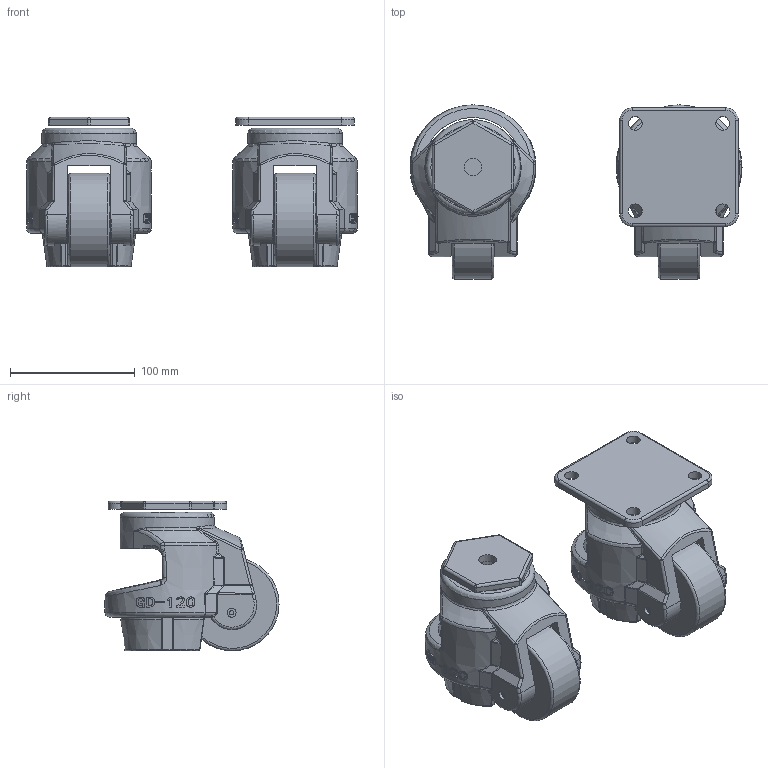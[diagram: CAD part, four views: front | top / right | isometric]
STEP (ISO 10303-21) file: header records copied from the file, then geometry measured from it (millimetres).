
FILE_DESCRIPTION(/* description */ (''),/* implementation_level */ '2;1');
FILE_NAME(/* name */ '8.7-120.stp',/* time_stamp */ '2019-08-17T10:17:57+08:00',/* author */ (''),/* organization */ (''),/* preprocessor_version */ 'ST-DEVELOPER v16',/* originating_system */ 'SIEMENS PLM Software NX 10.0',/* authorisation */ '');
FILE_SCHEMA (('AUTOMOTIVE_DESIGN { 1 0 10303 214 3 1 1 1 }'));
Length unit declared in the file: millimetre
Products named in the file (1): Admi11D05DBEcxlr
Bounding box: 265.91 x 139.49 x 120 mm (x, y, z)
Volume: 1173021.9 mm3; surface area: 207210 mm2
Topology: 8 solids, 8 shells, 1029 faces, 2578 edges, 1548 vertices
Faces by surface type: cylinder 277, plane 248, bspline 208, extrusion 148, cone 56, torus 48, sphere 38, revolution 6
Full cylindrical faces by diameter (mm): 3.5 x4, 7 x4, 11 x4, 12 x2, 14 x1, 75 x2
Entity records: 40398 total; most frequent: CARTESIAN_POINT 18936, ORIENTED_EDGE 4928, DIRECTION 3550, EDGE_CURVE 2464, VERTEX_POINT 1528, AXIS2_PLACEMENT_3D 1368, B_SPLINE_CURVE_WITH_KNOTS 1228, EDGE_LOOP 1132
